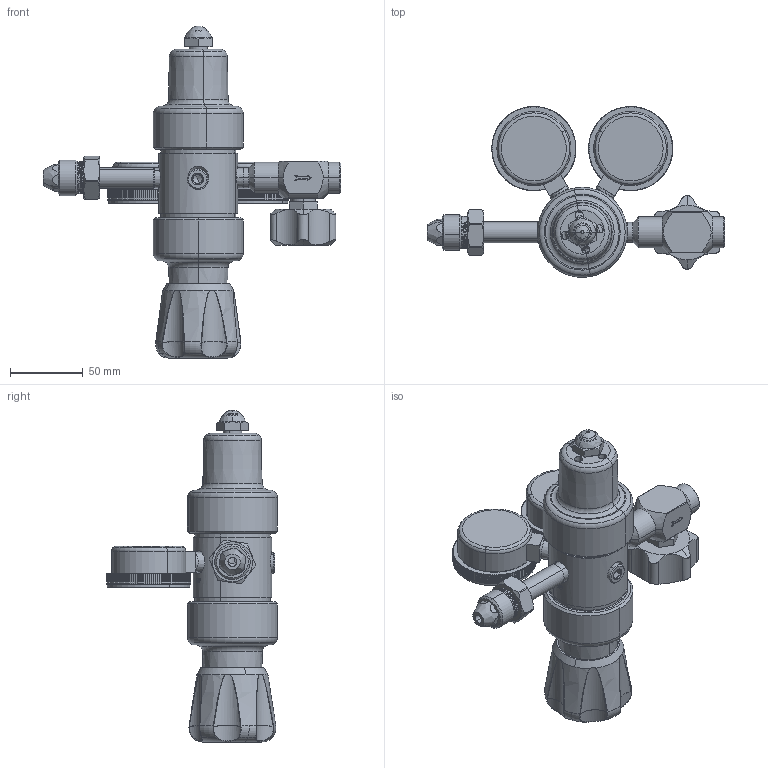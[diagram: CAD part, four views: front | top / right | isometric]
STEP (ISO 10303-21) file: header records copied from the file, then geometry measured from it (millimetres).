
FILE_DESCRIPTION((''),'2;1');
FILE_NAME('M1253-580_ASM','2019-11-21T13:44:25',('Dlachman'),('MATHESON TRI-GAS'),'CREO PARAMETRIC BY PTC INC, 2018260','CREO PARAMETRIC BY PTC INC, 2018260','');
FILE_SCHEMA(('CONFIG_CONTROL_DESIGN'));
Length unit declared in the file: inch
Products named in the file (20): M1253-580-1; M1253-580-2; M1253-580-3; M1253-580-4; M1253-580-5; M1253-580-6; M1253-580-7; M1253-580-8; M1253-580-9; M1253-580-10; M1253-580-12; M1253-580-13; M1253-580-14; M1253-580-15; 2INCH-GAUGENEEDLE-1-SOLID1; 2INGAGECASE-1-SOLID1; 2INGAGELENS-1-SOLID1; 9006275_ASM; 9006270_ASM; M1253-580_ASM
Assembly tree (22 placements, depth 3):
  M1253-580_ASM
    M1253-580-1
    M1253-580-2
    M1253-580-3
    M1253-580-4
    M1253-580-5
    M1253-580-6
    M1253-580-7
    M1253-580-8
    M1253-580-9
    M1253-580-10
    M1253-580-12
    M1253-580-13
    M1253-580-14
    M1253-580-15
    9006275_ASM
      2INCH-GAUGENEEDLE-1-SOLID1
      2INGAGECASE-1-SOLID1
      2INGAGELENS-1-SOLID1
    9006270_ASM
      2INCH-GAUGENEEDLE-1-SOLID1
      2INGAGECASE-1-SOLID1
      2INGAGELENS-1-SOLID1
Bounding box: 204.09 x 117.01 x 227.47 mm (x, y, z)
Volume: 452604.4 mm3; surface area: 161724.5 mm2
Topology: 20 solids, 20 shells, 2511 faces, 7245 edges, 4964 vertices
Faces by surface type: plane 1274, cylinder 585, bspline 218, cone 182, torus 120, extrusion 119, sphere 13
Entity records: 110351 total; most frequent: CARTESIAN_POINT 56627, ORIENTED_EDGE 11888, DIRECTION 9940, EDGE_CURVE 5944, VERTEX_POINT 4114, VECTOR 3326, AXIS2_PLACEMENT_3D 3307, LINE 3207
